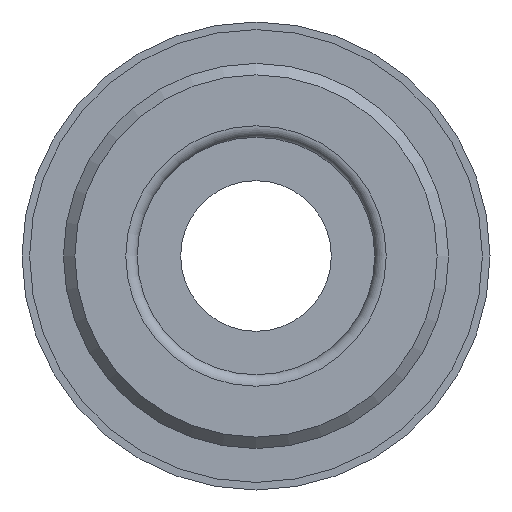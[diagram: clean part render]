
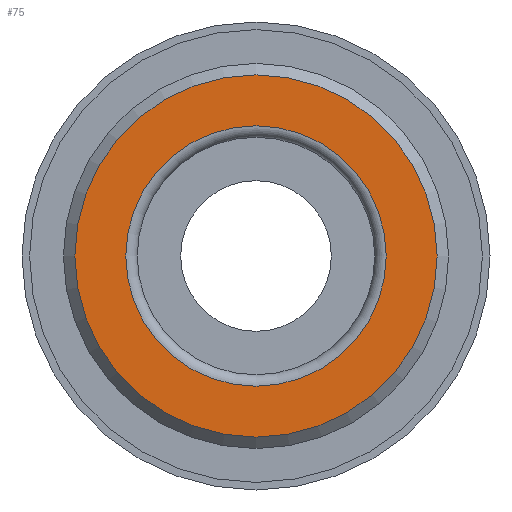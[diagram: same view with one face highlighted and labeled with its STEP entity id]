
A CAD part, left-side view. The second image highlights one B-rep face of the part: STEP entity #75.
In plain terms, the highlighted planar face has unit normal (-1, 0, 0).
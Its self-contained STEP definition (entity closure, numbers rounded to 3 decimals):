
#75 = ADVANCED_FACE( '', ( #112, #113 ), #114, .F. );
#112 = FACE_OUTER_BOUND( '', #202, .T. );
#113 = FACE_BOUND( '', #203, .T. );
#114 = PLANE( '', #204 );
#202 = EDGE_LOOP( '', ( #292 ) );
#203 = EDGE_LOOP( '', ( #293 ) );
#204 = AXIS2_PLACEMENT_3D( '', #294, #295, #296 );
#292 = ORIENTED_EDGE( '', *, *, #518, .F. );
#293 = ORIENTED_EDGE( '', *, *, #519, .F. );
#294 = CARTESIAN_POINT( '', ( -0.572, 0., 0. ) );
#295 = DIRECTION( '', ( 1., 0., 0. ) );
#296 = DIRECTION( '', ( 0., 0., -1. ) );
#518 = EDGE_CURVE( '', #577, #577, #578, .T. );
#519 = EDGE_CURVE( '', #579, #579, #580, .F. );
#577 = VERTEX_POINT( '', #677 );
#578 = CIRCLE( '', #678, 9.04 );
#579 = VERTEX_POINT( '', #679 );
#580 = CIRCLE( '', #680, 6.5 );
#677 = CARTESIAN_POINT( '', ( -0.572, 0., -9.04 ) );
#678 = AXIS2_PLACEMENT_3D( '', #863, #864, #865 );
#679 = CARTESIAN_POINT( '', ( -0.572, 0., -6.5 ) );
#680 = AXIS2_PLACEMENT_3D( '', #866, #867, #868 );
#863 = CARTESIAN_POINT( '', ( -0.572, 0., 0. ) );
#864 = DIRECTION( '', ( 1., 0., 0. ) );
#865 = DIRECTION( '', ( 0., 0., -1. ) );
#866 = CARTESIAN_POINT( '', ( -0.572, 0., 0. ) );
#867 = DIRECTION( '', ( 1., 0., 0. ) );
#868 = DIRECTION( '', ( 0., 0., -1. ) );
